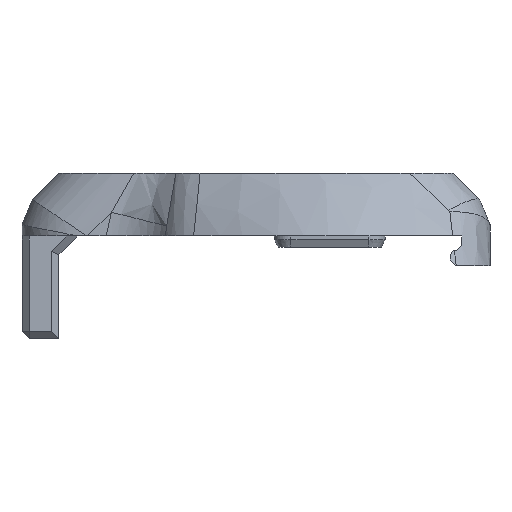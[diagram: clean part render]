
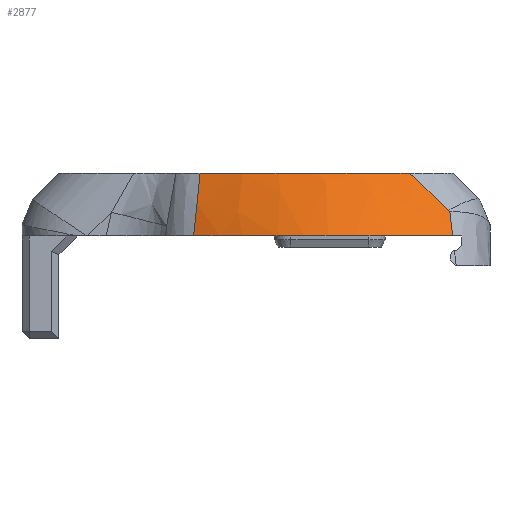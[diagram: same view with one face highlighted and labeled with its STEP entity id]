
A CAD part, front view. The second image highlights one B-rep face of the part: STEP entity #2877.
In plain terms, the highlighted conical face has half-angle 56.494 degrees and reference radius 8.431 mm.
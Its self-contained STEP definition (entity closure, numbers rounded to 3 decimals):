
#46=CONICAL_SURFACE('',#3081,8.432,0.986);
#70=(
BOUNDED_CURVE()
B_SPLINE_CURVE(2,(#4170,#4171,#4172),.UNSPECIFIED.,.F.,.F.)
B_SPLINE_CURVE_WITH_KNOTS((3,3),(0.219,1.974),
 .UNSPECIFIED.)
CURVE()
GEOMETRIC_REPRESENTATION_ITEM()
RATIONAL_B_SPLINE_CURVE((1.191,1.871,1.146))
REPRESENTATION_ITEM('')
);
#76=(
BOUNDED_CURVE()
B_SPLINE_CURVE(2,(#4617,#4618,#4619),.UNSPECIFIED.,.F.,.F.)
B_SPLINE_CURVE_WITH_KNOTS((3,3),(3.183,6.365),
 .UNSPECIFIED.)
CURVE()
GEOMETRIC_REPRESENTATION_ITEM()
RATIONAL_B_SPLINE_CURVE((2.601,2.955,2.417))
REPRESENTATION_ITEM('')
);
#102=B_SPLINE_CURVE_WITH_KNOTS('',3,(#4586,#4587,#4588,#4589),
 .UNSPECIFIED.,.F.,.F.,(4,4),(1.794,2.131),
 .UNSPECIFIED.);
#105=B_SPLINE_CURVE_WITH_KNOTS('',3,(#4603,#4604,#4605,#4606),
 .UNSPECIFIED.,.F.,.F.,(4,4),(-1.96,-1.833),
 .UNSPECIFIED.);
#106=B_SPLINE_CURVE_WITH_KNOTS('',3,(#4608,#4609,#4610,#4611),
 .UNSPECIFIED.,.F.,.F.,(4,4),(1.197,1.206),
 .UNSPECIFIED.);
#107=B_SPLINE_CURVE_WITH_KNOTS('',3,(#4613,#4614,#4615,#4616),
 .UNSPECIFIED.,.F.,.F.,(4,4),(1.198,1.437),
 .UNSPECIFIED.);
#258=FACE_OUTER_BOUND('',#429,.T.);
#429=EDGE_LOOP('',(#2248,#2249,#2250,#2251,#2252,#2253));
#1235=VERTEX_POINT('',#4161);
#1236=VERTEX_POINT('',#4169);
#1315=VERTEX_POINT('',#4585);
#1317=VERTEX_POINT('',#4602);
#1318=VERTEX_POINT('',#4607);
#1319=VERTEX_POINT('',#4612);
#1545=EDGE_CURVE('',#1235,#1236,#70,.T.);
#1664=EDGE_CURVE('',#1236,#1315,#102,.T.);
#1667=EDGE_CURVE('',#1317,#1235,#105,.T.);
#1668=EDGE_CURVE('',#1318,#1317,#106,.T.);
#1669=EDGE_CURVE('',#1319,#1318,#107,.T.);
#1670=EDGE_CURVE('',#1315,#1319,#76,.F.);
#2248=ORIENTED_EDGE('',*,*,#1545,.F.);
#2249=ORIENTED_EDGE('',*,*,#1667,.F.);
#2250=ORIENTED_EDGE('',*,*,#1668,.F.);
#2251=ORIENTED_EDGE('',*,*,#1669,.F.);
#2252=ORIENTED_EDGE('',*,*,#1670,.F.);
#2253=ORIENTED_EDGE('',*,*,#1664,.F.);
#2877=ADVANCED_FACE('',(#258),#46,.T.);
#3081=AXIS2_PLACEMENT_3D('',#4601,#3589,#3590);
#3589=DIRECTION('center_axis',(0.,1.,0.));
#3590=DIRECTION('ref_axis',(1.,0.,0.));
#4161=CARTESIAN_POINT('',(6.645,-4.827,5.6));
#4169=CARTESIAN_POINT('',(-7.37,-4.455,5.6));
#4170=CARTESIAN_POINT('Ctrl Pts',(6.645,-4.827,5.6));
#4171=CARTESIAN_POINT('Ctrl Pts',(-0.143,-8.264,
5.6));
#4172=CARTESIAN_POINT('Ctrl Pts',(-7.37,-4.455,5.6));
#4585=CARTESIAN_POINT('',(-7.02,-3.026,9.));
#4586=CARTESIAN_POINT('Ctrl Pts',(-7.37,-4.455,5.6));
#4587=CARTESIAN_POINT('Ctrl Pts',(-7.238,-4.038,6.815));
#4588=CARTESIAN_POINT('Ctrl Pts',(-7.119,-3.546,7.93));
#4589=CARTESIAN_POINT('Ctrl Pts',(-7.02,-3.026,9.));
#4601=CARTESIAN_POINT('Origin',(-0.002,-5.,0.));
#4602=CARTESIAN_POINT('',(6.491,-4.304,6.912));
#4603=CARTESIAN_POINT('Ctrl Pts',(6.491,-4.305,6.912));
#4604=CARTESIAN_POINT('Ctrl Pts',(6.541,-4.488,6.488));
#4605=CARTESIAN_POINT('Ctrl Pts',(6.593,-4.664,6.053));
#4606=CARTESIAN_POINT('Ctrl Pts',(6.647,-4.829,5.601));
#4607=CARTESIAN_POINT('',(6.443,-4.28,7.005));
#4608=CARTESIAN_POINT('Ctrl Pts',(6.443,-4.28,7.005));
#4609=CARTESIAN_POINT('Ctrl Pts',(6.459,-4.288,6.974));
#4610=CARTESIAN_POINT('Ctrl Pts',(6.475,-4.296,6.943));
#4611=CARTESIAN_POINT('Ctrl Pts',(6.491,-4.304,6.912));
#4612=CARTESIAN_POINT('',(4.294,-3.98,9.));
#4613=CARTESIAN_POINT('Ctrl Pts',(4.294,-3.98,9.));
#4614=CARTESIAN_POINT('Ctrl Pts',(5.003,-4.151,8.374));
#4615=CARTESIAN_POINT('Ctrl Pts',(5.731,-4.257,7.703));
#4616=CARTESIAN_POINT('Ctrl Pts',(6.443,-4.279,7.005));
#4617=CARTESIAN_POINT('Ctrl Pts',(4.294,-3.98,9.));
#4618=CARTESIAN_POINT('Ctrl Pts',(-0.982,-5.484,
9.));
#4619=CARTESIAN_POINT('Ctrl Pts',(-7.02,-3.026,9.));
